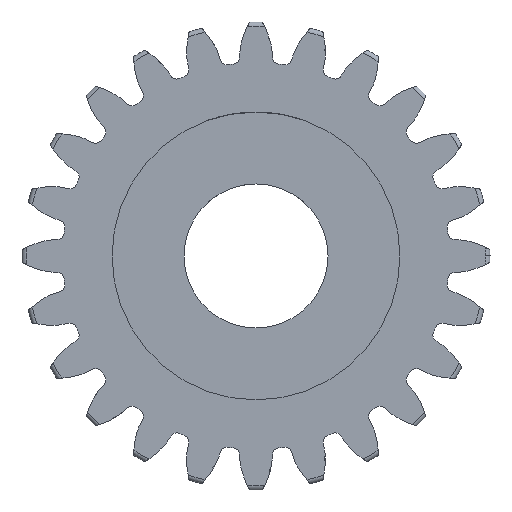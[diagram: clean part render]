
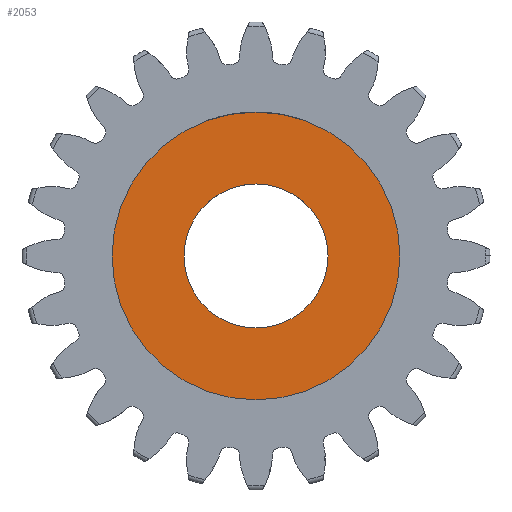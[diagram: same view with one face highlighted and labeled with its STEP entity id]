
A CAD part, left-side view. The second image highlights one B-rep face of the part: STEP entity #2053.
In plain terms, the highlighted planar face has unit normal (-1, 0, 0).
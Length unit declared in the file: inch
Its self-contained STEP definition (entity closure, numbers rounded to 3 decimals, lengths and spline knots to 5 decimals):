
#361 = CARTESIAN_POINT ( 'NONE',  ( -0.375, 0., 0. ) ) ;
#616 = CIRCLE ( 'NONE', #7277, 0.125 ) ;
#895 = VERTEX_POINT ( 'NONE', #4717 ) ;
#1138 = DIRECTION ( 'NONE',  ( 0., -1., 0. ) ) ;
#2053 = ADVANCED_FACE ( 'NONE', ( #6749, #2707 ), #9450, .T. ) ;
#2060 = EDGE_LOOP ( 'NONE', ( #6050, #4076 ) ) ;
#2164 = EDGE_LOOP ( 'NONE', ( #7297, #5610 ) ) ;
#2392 = VERTEX_POINT ( 'NONE', #2797 ) ;
#2524 = EDGE_CURVE ( 'NONE', #895, #3966, #4621, .T. ) ;
#2707 = FACE_OUTER_BOUND ( 'NONE', #2164, .T. ) ;
#2797 = CARTESIAN_POINT ( 'NONE',  ( -0.375, 0., 0.125 ) ) ;
#2804 = DIRECTION ( 'NONE',  ( -1., 0., 0. ) ) ;
#3463 = CARTESIAN_POINT ( 'NONE',  ( -0.375, 0., 0. ) ) ;
#3563 = DIRECTION ( 'NONE',  ( 1., 0., 0. ) ) ;
#3567 = CARTESIAN_POINT ( 'NONE',  ( -0.375, 0., 0. ) ) ;
#3583 = CIRCLE ( 'NONE', #4977, 0.125 ) ;
#3966 = VERTEX_POINT ( 'NONE', #9103 ) ;
#4076 = ORIENTED_EDGE ( 'NONE', *, *, #8052, .T. ) ;
#4238 = AXIS2_PLACEMENT_3D ( 'NONE', #8961, #4529, #9637 ) ;
#4250 = DIRECTION ( 'NONE',  ( 0., 0., -1. ) ) ;
#4410 = AXIS2_PLACEMENT_3D ( 'NONE', #3567, #2804, #8115 ) ;
#4424 = AXIS2_PLACEMENT_3D ( 'NONE', #361, #5660, #1138 ) ;
#4529 = DIRECTION ( 'NONE',  ( -1., 0., 0. ) ) ;
#4621 = CIRCLE ( 'NONE', #4238, 0.24985 ) ;
#4717 = CARTESIAN_POINT ( 'NONE',  ( -0.375, 0.24985, 0. ) ) ;
#4977 = AXIS2_PLACEMENT_3D ( 'NONE', #8077, #3563, #8769 ) ;
#5181 = EDGE_CURVE ( 'NONE', #3966, #895, #7068, .T. ) ;
#5610 = ORIENTED_EDGE ( 'NONE', *, *, #5181, .T. ) ;
#5660 = DIRECTION ( 'NONE',  ( -1., 0., 0. ) ) ;
#6050 = ORIENTED_EDGE ( 'NONE', *, *, #9318, .T. ) ;
#6749 = FACE_BOUND ( 'NONE', #2060, .T. ) ;
#7068 = CIRCLE ( 'NONE', #4424, 0.24985 ) ;
#7180 = CARTESIAN_POINT ( 'NONE',  ( -0.375, 0., -0.125 ) ) ;
#7277 = AXIS2_PLACEMENT_3D ( 'NONE', #3463, #8685, #4250 ) ;
#7297 = ORIENTED_EDGE ( 'NONE', *, *, #2524, .T. ) ;
#8052 = EDGE_CURVE ( 'NONE', #2392, #8334, #616, .T. ) ;
#8077 = CARTESIAN_POINT ( 'NONE',  ( -0.375, 0., 0. ) ) ;
#8115 = DIRECTION ( 'NONE',  ( 0., -1., 0. ) ) ;
#8334 = VERTEX_POINT ( 'NONE', #7180 ) ;
#8685 = DIRECTION ( 'NONE',  ( 1., 0., 0. ) ) ;
#8769 = DIRECTION ( 'NONE',  ( 0., 0., -1. ) ) ;
#8961 = CARTESIAN_POINT ( 'NONE',  ( -0.375, 0., 0. ) ) ;
#9103 = CARTESIAN_POINT ( 'NONE',  ( -0.375, -0.24985, 0. ) ) ;
#9318 = EDGE_CURVE ( 'NONE', #8334, #2392, #3583, .T. ) ;
#9450 = PLANE ( 'NONE',  #4410 ) ;
#9637 = DIRECTION ( 'NONE',  ( 0., -1., 0. ) ) ;
